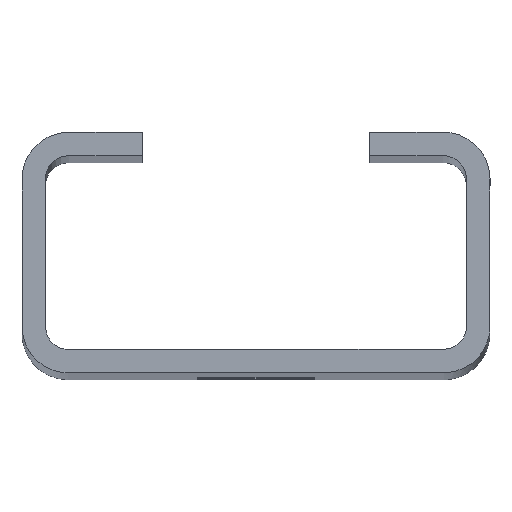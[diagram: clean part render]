
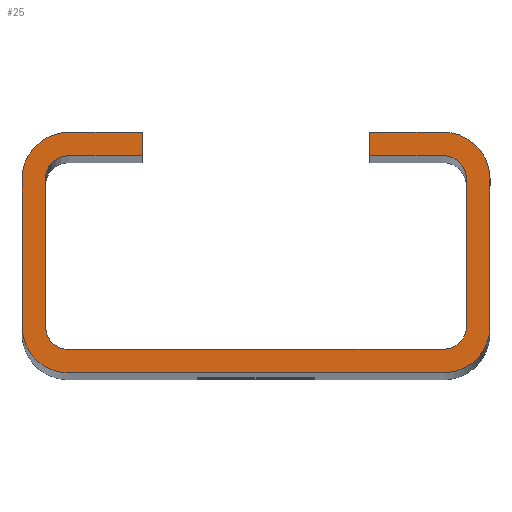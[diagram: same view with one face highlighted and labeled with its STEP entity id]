
A CAD part, top view. The second image highlights one B-rep face of the part: STEP entity #25.
In plain terms, the highlighted planar face has unit normal (0, 0, 1).
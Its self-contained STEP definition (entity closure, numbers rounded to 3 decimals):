
#25=ADVANCED_FACE('',(#67),#733,.T.);
#67=FACE_OUTER_BOUND('',#109,.T.);
#109=EDGE_LOOP('',(#161,#162,#163,#164,#165,#166,#167,#168,#169,#170,#171,
#172,#173,#174,#175,#176,#177,#178,#179,#180));
#161=ORIENTED_EDGE('',*,*,#494,.T.);
#162=ORIENTED_EDGE('',*,*,#495,.F.);
#163=ORIENTED_EDGE('',*,*,#496,.T.);
#164=ORIENTED_EDGE('',*,*,#497,.F.);
#165=ORIENTED_EDGE('',*,*,#498,.T.);
#166=ORIENTED_EDGE('',*,*,#499,.F.);
#167=ORIENTED_EDGE('',*,*,#500,.T.);
#168=ORIENTED_EDGE('',*,*,#501,.T.);
#169=ORIENTED_EDGE('',*,*,#502,.T.);
#170=ORIENTED_EDGE('',*,*,#503,.T.);
#171=ORIENTED_EDGE('',*,*,#504,.T.);
#172=ORIENTED_EDGE('',*,*,#505,.T.);
#173=ORIENTED_EDGE('',*,*,#506,.T.);
#174=ORIENTED_EDGE('',*,*,#507,.T.);
#175=ORIENTED_EDGE('',*,*,#508,.T.);
#176=ORIENTED_EDGE('',*,*,#509,.T.);
#177=ORIENTED_EDGE('',*,*,#510,.T.);
#178=ORIENTED_EDGE('',*,*,#493,.T.);
#179=ORIENTED_EDGE('',*,*,#492,.T.);
#180=ORIENTED_EDGE('',*,*,#511,.F.);
#492=EDGE_CURVE('',#642,#706,#620,.T.);
#493=EDGE_CURVE('',#643,#642,#621,.T.);
#494=EDGE_CURVE('',#641,#707,#622,.T.);
#495=EDGE_CURVE('',#708,#707,#537,.T.);
#496=EDGE_CURVE('',#708,#709,#623,.T.);
#497=EDGE_CURVE('',#710,#709,#538,.T.);
#498=EDGE_CURVE('',#710,#711,#624,.T.);
#499=EDGE_CURVE('',#712,#711,#539,.T.);
#500=EDGE_CURVE('',#712,#645,#625,.T.);
#501=EDGE_CURVE('',#645,#644,#626,.T.);
#502=EDGE_CURVE('',#644,#713,#627,.T.);
#503=EDGE_CURVE('',#713,#714,#540,.T.);
#504=EDGE_CURVE('',#714,#715,#628,.T.);
#505=EDGE_CURVE('',#715,#716,#541,.T.);
#506=EDGE_CURVE('',#716,#717,#629,.T.);
#507=EDGE_CURVE('',#717,#718,#542,.T.);
#508=EDGE_CURVE('',#718,#719,#630,.T.);
#509=EDGE_CURVE('',#719,#720,#543,.T.);
#510=EDGE_CURVE('',#720,#643,#631,.T.);
#511=EDGE_CURVE('',#641,#706,#544,.T.);
#537=(
BOUNDED_CURVE()
B_SPLINE_CURVE(2,(#1395,#1396,#1397),.UNSPECIFIED.,.F.,.F.)
B_SPLINE_CURVE_WITH_KNOTS((3,3),(1.563,3.149),
 .UNSPECIFIED.)
CURVE()
GEOMETRIC_REPRESENTATION_ITEM()
RATIONAL_B_SPLINE_CURVE((1.,0.707,1.))
REPRESENTATION_ITEM('')
);
#538=(
BOUNDED_CURVE()
B_SPLINE_CURVE(2,(#1400,#1401,#1402),.UNSPECIFIED.,.F.,.F.)
B_SPLINE_CURVE_WITH_KNOTS((3,3),(3.134,4.72),
 .UNSPECIFIED.)
CURVE()
GEOMETRIC_REPRESENTATION_ITEM()
RATIONAL_B_SPLINE_CURVE((1.,0.707,1.))
REPRESENTATION_ITEM('')
);
#539=(
BOUNDED_CURVE()
B_SPLINE_CURVE(2,(#1405,#1406,#1407),.UNSPECIFIED.,.F.,.F.)
B_SPLINE_CURVE_WITH_KNOTS((3,3),(1.563,3.149),
 .UNSPECIFIED.)
CURVE()
GEOMETRIC_REPRESENTATION_ITEM()
RATIONAL_B_SPLINE_CURVE((1.,0.707,1.))
REPRESENTATION_ITEM('')
);
#540=(
BOUNDED_CURVE()
B_SPLINE_CURVE(2,(#1414,#1415,#1416),.UNSPECIFIED.,.F.,.F.)
B_SPLINE_CURVE_WITH_KNOTS((3,3),(1.563,3.149),
 .UNSPECIFIED.)
CURVE()
GEOMETRIC_REPRESENTATION_ITEM()
RATIONAL_B_SPLINE_CURVE((1.,0.707,1.))
REPRESENTATION_ITEM('')
);
#541=(
BOUNDED_CURVE()
B_SPLINE_CURVE(2,(#1419,#1420,#1421),.UNSPECIFIED.,.F.,.F.)
B_SPLINE_CURVE_WITH_KNOTS((3,3),(-3.149,-1.563),
 .UNSPECIFIED.)
CURVE()
GEOMETRIC_REPRESENTATION_ITEM()
RATIONAL_B_SPLINE_CURVE((1.,0.707,1.))
REPRESENTATION_ITEM('')
);
#542=(
BOUNDED_CURVE()
B_SPLINE_CURVE(2,(#1424,#1425,#1426),.UNSPECIFIED.,.F.,.F.)
B_SPLINE_CURVE_WITH_KNOTS((3,3),(-4.72,-3.134),
 .UNSPECIFIED.)
CURVE()
GEOMETRIC_REPRESENTATION_ITEM()
RATIONAL_B_SPLINE_CURVE((1.,0.707,1.))
REPRESENTATION_ITEM('')
);
#543=(
BOUNDED_CURVE()
B_SPLINE_CURVE(2,(#1429,#1430,#1431),.UNSPECIFIED.,.F.,.F.)
B_SPLINE_CURVE_WITH_KNOTS((3,3),(3.134,4.72),
 .UNSPECIFIED.)
CURVE()
GEOMETRIC_REPRESENTATION_ITEM()
RATIONAL_B_SPLINE_CURVE((1.,0.707,1.))
REPRESENTATION_ITEM('')
);
#544=(
BOUNDED_CURVE()
B_SPLINE_CURVE(2,(#1434,#1435,#1436),.UNSPECIFIED.,.F.,.F.)
B_SPLINE_CURVE_WITH_KNOTS((3,3),(3.134,4.72),
 .UNSPECIFIED.)
CURVE()
GEOMETRIC_REPRESENTATION_ITEM()
RATIONAL_B_SPLINE_CURVE((1.,0.707,1.))
REPRESENTATION_ITEM('')
);
#620=B_SPLINE_CURVE_WITH_KNOTS('',1,(#1389,#1390),.UNSPECIFIED.,.F.,.F.,
(2,2),(-334.027,-328.472),.UNSPECIFIED.);
#621=B_SPLINE_CURVE_WITH_KNOTS('',1,(#1391,#1392),.UNSPECIFIED.,.F.,.F.,
(2,2),(-1.759,0.009),.UNSPECIFIED.);
#622=B_SPLINE_CURVE_WITH_KNOTS('',1,(#1393,#1394),.UNSPECIFIED.,.F.,.F.,
(2,2),(-2.555,8.555),.UNSPECIFIED.);
#623=B_SPLINE_CURVE_WITH_KNOTS('',1,(#1398,#1399),.UNSPECIFIED.,.F.,.F.,
(2,2),(328.5,356.536),.UNSPECIFIED.);
#624=B_SPLINE_CURVE_WITH_KNOTS('',1,(#1403,#1404),.UNSPECIFIED.,.F.,.F.,
(2,2),(-11.119,0.027),.UNSPECIFIED.);
#625=B_SPLINE_CURVE_WITH_KNOTS('',1,(#1408,#1409),.UNSPECIFIED.,.F.,.F.,
(2,2),(-356.527,-350.972),.UNSPECIFIED.);
#626=B_SPLINE_CURVE_WITH_KNOTS('',1,(#1410,#1411),.UNSPECIFIED.,.F.,.F.,
(2,2),(-1.759,0.009),.UNSPECIFIED.);
#627=B_SPLINE_CURVE_WITH_KNOTS('',1,(#1412,#1413),.UNSPECIFIED.,.F.,.F.,
(2,2),(350.972,356.527),.UNSPECIFIED.);
#628=B_SPLINE_CURVE_WITH_KNOTS('',1,(#1417,#1418),.UNSPECIFIED.,.F.,.F.,
(2,2),(-2.555,8.591),.UNSPECIFIED.);
#629=B_SPLINE_CURVE_WITH_KNOTS('',1,(#1422,#1423),.UNSPECIFIED.,.F.,.F.,
(2,2),(-356.536,-328.464),.UNSPECIFIED.);
#630=B_SPLINE_CURVE_WITH_KNOTS('',1,(#1427,#1428),.UNSPECIFIED.,.F.,.F.,
(2,2),(-14.591,-3.445),.UNSPECIFIED.);
#631=B_SPLINE_CURVE_WITH_KNOTS('',1,(#1432,#1433),.UNSPECIFIED.,.F.,.F.,
(2,2),(328.472,334.027),.UNSPECIFIED.);
#641=VERTEX_POINT('',#1095);
#642=VERTEX_POINT('',#1096);
#643=VERTEX_POINT('',#1097);
#644=VERTEX_POINT('',#1098);
#645=VERTEX_POINT('',#1099);
#706=VERTEX_POINT('',#1160);
#707=VERTEX_POINT('',#1161);
#708=VERTEX_POINT('',#1162);
#709=VERTEX_POINT('',#1163);
#710=VERTEX_POINT('',#1164);
#711=VERTEX_POINT('',#1165);
#712=VERTEX_POINT('',#1166);
#713=VERTEX_POINT('',#1167);
#714=VERTEX_POINT('',#1168);
#715=VERTEX_POINT('',#1169);
#716=VERTEX_POINT('',#1170);
#717=VERTEX_POINT('',#1171);
#718=VERTEX_POINT('',#1172);
#719=VERTEX_POINT('',#1173);
#720=VERTEX_POINT('',#1174);
#733=PLANE('',#783);
#783=AXIS2_PLACEMENT_3D('',#849,#816,$);
#816=DIRECTION('',(0.,0.,1.));
#849=CARTESIAN_POINT('',(-17.85,-9.18,300.));
#1095=CARTESIAN_POINT('',(15.75,5.5,300.));
#1096=CARTESIAN_POINT('',(8.5,7.25,300.));
#1097=CARTESIAN_POINT('',(8.5,9.,300.));
#1098=CARTESIAN_POINT('',(-8.5,9.,300.));
#1099=CARTESIAN_POINT('',(-8.5,7.25,300.));
#1160=CARTESIAN_POINT('',(14.,7.25,300.));
#1161=CARTESIAN_POINT('',(15.75,-5.5,300.));
#1162=CARTESIAN_POINT('',(14.,-7.25,300.));
#1163=CARTESIAN_POINT('',(-14.036,-7.25,300.));
#1164=CARTESIAN_POINT('',(-15.75,-5.536,300.));
#1165=CARTESIAN_POINT('',(-15.75,5.5,300.));
#1166=CARTESIAN_POINT('',(-14.,7.25,300.));
#1167=CARTESIAN_POINT('',(-14.,9.,300.));
#1168=CARTESIAN_POINT('',(-17.5,5.5,300.));
#1169=CARTESIAN_POINT('',(-17.5,-5.536,300.));
#1170=CARTESIAN_POINT('',(-14.036,-9.,300.));
#1171=CARTESIAN_POINT('',(14.036,-9.,300.));
#1172=CARTESIAN_POINT('',(17.5,-5.536,300.));
#1173=CARTESIAN_POINT('',(17.5,5.5,300.));
#1174=CARTESIAN_POINT('',(14.,9.,300.));
#1389=CARTESIAN_POINT('',(8.5,7.25,300.));
#1390=CARTESIAN_POINT('',(14.,7.25,300.));
#1391=CARTESIAN_POINT('',(8.5,9.,300.));
#1392=CARTESIAN_POINT('',(8.5,7.25,300.));
#1393=CARTESIAN_POINT('',(15.75,5.5,300.));
#1394=CARTESIAN_POINT('',(15.75,-5.5,300.));
#1395=CARTESIAN_POINT('',(14.,-7.25,300.));
#1396=CARTESIAN_POINT('',(15.75,-7.25,300.));
#1397=CARTESIAN_POINT('',(15.75,-5.5,300.));
#1398=CARTESIAN_POINT('',(14.,-7.25,300.));
#1399=CARTESIAN_POINT('',(-14.036,-7.25,300.));
#1400=CARTESIAN_POINT('',(-15.75,-5.536,300.));
#1401=CARTESIAN_POINT('',(-15.75,-7.25,300.));
#1402=CARTESIAN_POINT('',(-14.036,-7.25,300.));
#1403=CARTESIAN_POINT('',(-15.75,-5.536,300.));
#1404=CARTESIAN_POINT('',(-15.75,5.5,300.));
#1405=CARTESIAN_POINT('',(-14.,7.25,300.));
#1406=CARTESIAN_POINT('',(-15.75,7.25,300.));
#1407=CARTESIAN_POINT('',(-15.75,5.5,300.));
#1408=CARTESIAN_POINT('',(-14.,7.25,300.));
#1409=CARTESIAN_POINT('',(-8.5,7.25,300.));
#1410=CARTESIAN_POINT('',(-8.5,7.25,300.));
#1411=CARTESIAN_POINT('',(-8.5,9.,300.));
#1412=CARTESIAN_POINT('',(-8.5,9.,300.));
#1413=CARTESIAN_POINT('',(-14.,9.,300.));
#1414=CARTESIAN_POINT('',(-14.,9.,300.));
#1415=CARTESIAN_POINT('',(-17.5,9.,300.));
#1416=CARTESIAN_POINT('',(-17.5,5.5,300.));
#1417=CARTESIAN_POINT('',(-17.5,5.5,300.));
#1418=CARTESIAN_POINT('',(-17.5,-5.536,300.));
#1419=CARTESIAN_POINT('',(-17.5,-5.536,300.));
#1420=CARTESIAN_POINT('',(-17.5,-9.,300.));
#1421=CARTESIAN_POINT('',(-14.036,-9.,300.));
#1422=CARTESIAN_POINT('',(-14.036,-9.,300.));
#1423=CARTESIAN_POINT('',(14.036,-9.,300.));
#1424=CARTESIAN_POINT('',(14.036,-9.,300.));
#1425=CARTESIAN_POINT('',(17.5,-9.,300.));
#1426=CARTESIAN_POINT('',(17.5,-5.536,300.));
#1427=CARTESIAN_POINT('',(17.5,-5.536,300.));
#1428=CARTESIAN_POINT('',(17.5,5.5,300.));
#1429=CARTESIAN_POINT('',(17.5,5.5,300.));
#1430=CARTESIAN_POINT('',(17.5,9.,300.));
#1431=CARTESIAN_POINT('',(14.,9.,300.));
#1432=CARTESIAN_POINT('',(14.,9.,300.));
#1433=CARTESIAN_POINT('',(8.5,9.,300.));
#1434=CARTESIAN_POINT('',(15.75,5.5,300.));
#1435=CARTESIAN_POINT('',(15.75,7.25,300.));
#1436=CARTESIAN_POINT('',(14.,7.25,300.));
